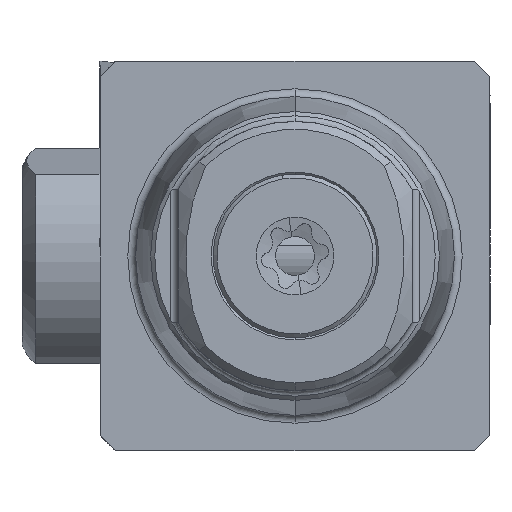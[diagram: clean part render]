
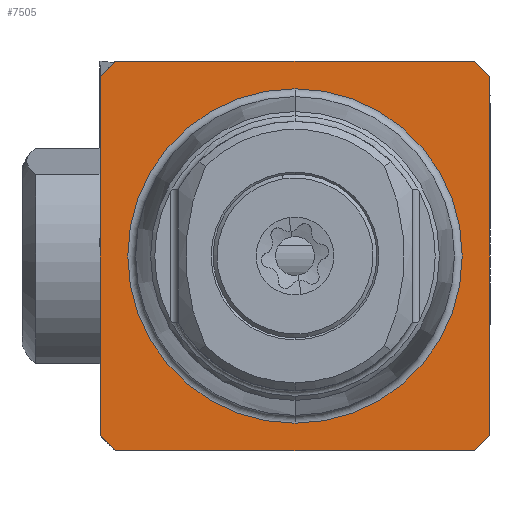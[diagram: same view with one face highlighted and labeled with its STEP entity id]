
A CAD part, left-side view. The second image highlights one B-rep face of the part: STEP entity #7505.
In plain terms, the highlighted planar face has unit normal (-1, 0, 0).
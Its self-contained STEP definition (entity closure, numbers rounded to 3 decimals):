
#189 = CARTESIAN_POINT ( 'NONE',  ( 0., 4.288, 0. ) ) ;
#348 = LINE ( 'NONE', #6573, #4205 ) ;
#377 = VERTEX_POINT ( 'NONE', #8625 ) ;
#483 = EDGE_CURVE ( 'NONE', #2079, #7433, #2126, .T. ) ;
#541 = CARTESIAN_POINT ( 'NONE',  ( 0., -4.6, -5. ) ) ;
#664 = CARTESIAN_POINT ( 'NONE',  ( 0., 5., 4.6 ) ) ;
#687 = CARTESIAN_POINT ( 'NONE',  ( 0., 5., 5. ) ) ;
#855 = FACE_OUTER_BOUND ( 'NONE', #1562, .T. ) ;
#1151 = CARTESIAN_POINT ( 'NONE',  ( 0., 5., -5. ) ) ;
#1237 = VERTEX_POINT ( 'NONE', #2967 ) ;
#1306 = DIRECTION ( 'NONE',  ( 0., 0., 1. ) ) ;
#1356 = EDGE_CURVE ( 'NONE', #4833, #7206, #8516, .T. ) ;
#1505 = DIRECTION ( 'NONE',  ( 0., -1., 0. ) ) ;
#1562 = EDGE_LOOP ( 'NONE', ( #5938, #2558, #2499, #1844, #3718, #8374, #8659, #6578 ) ) ;
#1570 = CARTESIAN_POINT ( 'NONE',  ( 0., 5., -4.6 ) ) ;
#1713 = DIRECTION ( 'NONE',  ( 0., 0., -1. ) ) ;
#1844 = ORIENTED_EDGE ( 'NONE', *, *, #8648, .T. ) ;
#1908 = VECTOR ( 'NONE', #2037, 1000. ) ;
#2037 = DIRECTION ( 'NONE',  ( 0., 0.707, 0.707 ) ) ;
#2039 = DIRECTION ( 'NONE',  ( 0., 0.707, -0.707 ) ) ;
#2079 = VERTEX_POINT ( 'NONE', #3085 ) ;
#2107 = CARTESIAN_POINT ( 'NONE',  ( 0., -5., 4.6 ) ) ;
#2126 = LINE ( 'NONE', #687, #5807 ) ;
#2149 = DIRECTION ( 'NONE',  ( 0., -0.707, -0.707 ) ) ;
#2170 = PLANE ( 'NONE',  #4325 ) ;
#2242 = DIRECTION ( 'NONE',  ( -1., 0., 0. ) ) ;
#2467 = DIRECTION ( 'NONE',  ( 0., 1., 0. ) ) ;
#2499 = ORIENTED_EDGE ( 'NONE', *, *, #483, .F. ) ;
#2529 = EDGE_CURVE ( 'NONE', #4833, #6965, #8883, .T. ) ;
#2558 = ORIENTED_EDGE ( 'NONE', *, *, #7393, .T. ) ;
#2576 = CARTESIAN_POINT ( 'NONE',  ( 0., 4.6, 5. ) ) ;
#2732 = EDGE_LOOP ( 'NONE', ( #7649, #5631 ) ) ;
#2788 = EDGE_CURVE ( 'NONE', #4822, #7908, #348, .T. ) ;
#2967 = CARTESIAN_POINT ( 'NONE',  ( 0., 0., -4.288 ) ) ;
#3054 = LINE ( 'NONE', #6446, #4179 ) ;
#3085 = CARTESIAN_POINT ( 'NONE',  ( 0., 4.6, 5. ) ) ;
#3183 = CIRCLE ( 'NONE', #8205, 4.288 ) ;
#3371 = CARTESIAN_POINT ( 'NONE',  ( 0., 5., -4.6 ) ) ;
#3592 = FACE_BOUND ( 'NONE', #2732, .T. ) ;
#3718 = ORIENTED_EDGE ( 'NONE', *, *, #2529, .F. ) ;
#3986 = CARTESIAN_POINT ( 'NONE',  ( 0., 0., 0. ) ) ;
#4124 = DIRECTION ( 'NONE',  ( 1., 0., 0. ) ) ;
#4179 = VECTOR ( 'NONE', #1713, 1000. ) ;
#4205 = VECTOR ( 'NONE', #4461, 1000. ) ;
#4325 = AXIS2_PLACEMENT_3D ( 'NONE', #189, #4124, #8236 ) ;
#4429 = CARTESIAN_POINT ( 'NONE',  ( 0., -5., -4.6 ) ) ;
#4461 = DIRECTION ( 'NONE',  ( 0., -0.707, 0.707 ) ) ;
#4646 = DIRECTION ( 'NONE',  ( 0., 0., 1. ) ) ;
#4792 = EDGE_CURVE ( 'NONE', #1237, #377, #7746, .T. ) ;
#4822 = VERTEX_POINT ( 'NONE', #541 ) ;
#4828 = DIRECTION ( 'NONE',  ( 0., 0., 1. ) ) ;
#4833 = VERTEX_POINT ( 'NONE', #3371 ) ;
#4918 = VECTOR ( 'NONE', #4646, 1000. ) ;
#5520 = CARTESIAN_POINT ( 'NONE',  ( 0., -4.6, 5. ) ) ;
#5533 = VECTOR ( 'NONE', #2149, 1000. ) ;
#5631 = ORIENTED_EDGE ( 'NONE', *, *, #4792, .F. ) ;
#5807 = VECTOR ( 'NONE', #1505, 1000. ) ;
#5938 = ORIENTED_EDGE ( 'NONE', *, *, #6897, .F. ) ;
#6099 = DIRECTION ( 'NONE',  ( -1., 0., 0. ) ) ;
#6446 = CARTESIAN_POINT ( 'NONE',  ( 0., -5., 5. ) ) ;
#6573 = CARTESIAN_POINT ( 'NONE',  ( 0., -4.6, -5. ) ) ;
#6578 = ORIENTED_EDGE ( 'NONE', *, *, #2788, .T. ) ;
#6897 = EDGE_CURVE ( 'NONE', #7041, #7908, #3054, .T. ) ;
#6965 = VERTEX_POINT ( 'NONE', #664 ) ;
#7036 = EDGE_CURVE ( 'NONE', #377, #1237, #3183, .T. ) ;
#7041 = VERTEX_POINT ( 'NONE', #2107 ) ;
#7206 = VERTEX_POINT ( 'NONE', #8245 ) ;
#7393 = EDGE_CURVE ( 'NONE', #7041, #7433, #8191, .T. ) ;
#7433 = VERTEX_POINT ( 'NONE', #5520 ) ;
#7505 = ADVANCED_FACE ( 'NONE', ( #855, #3592 ), #2170, .F. ) ;
#7519 = LINE ( 'NONE', #2576, #7805 ) ;
#7649 = ORIENTED_EDGE ( 'NONE', *, *, #7036, .F. ) ;
#7746 = CIRCLE ( 'NONE', #8319, 4.288 ) ;
#7805 = VECTOR ( 'NONE', #2039, 1000. ) ;
#7908 = VERTEX_POINT ( 'NONE', #4429 ) ;
#8127 = EDGE_CURVE ( 'NONE', #4822, #7206, #8619, .T. ) ;
#8134 = CARTESIAN_POINT ( 'NONE',  ( 0., 5., 5. ) ) ;
#8191 = LINE ( 'NONE', #8764, #1908 ) ;
#8205 = AXIS2_PLACEMENT_3D ( 'NONE', #8354, #2242, #4828 ) ;
#8236 = DIRECTION ( 'NONE',  ( 0., 0., -1. ) ) ;
#8245 = CARTESIAN_POINT ( 'NONE',  ( 0., 4.6, -5. ) ) ;
#8319 = AXIS2_PLACEMENT_3D ( 'NONE', #3986, #6099, #1306 ) ;
#8354 = CARTESIAN_POINT ( 'NONE',  ( 0., 0., 0. ) ) ;
#8374 = ORIENTED_EDGE ( 'NONE', *, *, #1356, .T. ) ;
#8516 = LINE ( 'NONE', #1570, #5533 ) ;
#8619 = LINE ( 'NONE', #1151, #8652 ) ;
#8625 = CARTESIAN_POINT ( 'NONE',  ( 0., 0., 4.288 ) ) ;
#8648 = EDGE_CURVE ( 'NONE', #2079, #6965, #7519, .T. ) ;
#8652 = VECTOR ( 'NONE', #2467, 1000. ) ;
#8659 = ORIENTED_EDGE ( 'NONE', *, *, #8127, .F. ) ;
#8764 = CARTESIAN_POINT ( 'NONE',  ( 0., -5., 4.6 ) ) ;
#8883 = LINE ( 'NONE', #8134, #4918 ) ;
